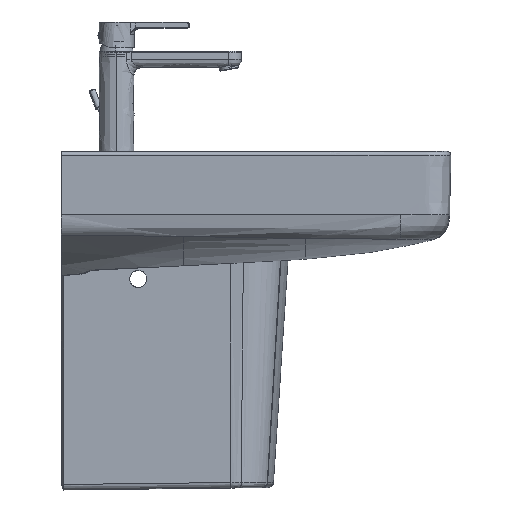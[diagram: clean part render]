
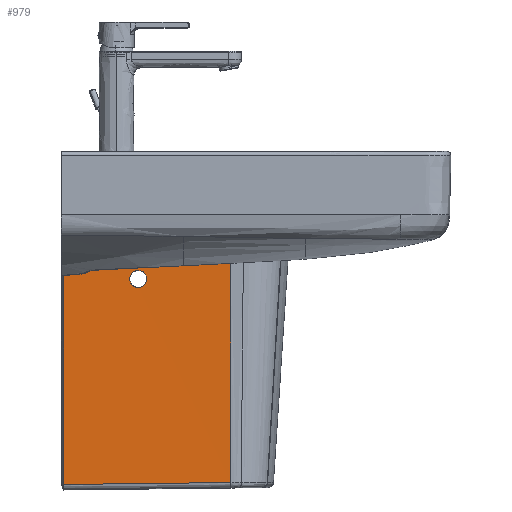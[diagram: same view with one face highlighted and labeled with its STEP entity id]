
A CAD part, left-side view. The second image highlights one B-rep face of the part: STEP entity #979.
In plain terms, the highlighted free-form (B-spline) face has degree [1, 5] with [2, 6] control points.
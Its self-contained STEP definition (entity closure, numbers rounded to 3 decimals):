
#916=FACE_BOUND('',#2546,.T.);
#979=ADVANCED_FACE('',(#1762,#916),#11399,.T.);
#1762=FACE_OUTER_BOUND('',#2545,.T.);
#2545=EDGE_LOOP('',(#3395,#3396,#3397,#3398));
#2546=EDGE_LOOP('',(#3399,#3400));
#3395=ORIENTED_EDGE('',*,*,#7188,.F.);
#3396=ORIENTED_EDGE('',*,*,#7185,.F.);
#3397=ORIENTED_EDGE('',*,*,#7301,.F.);
#3398=ORIENTED_EDGE('',*,*,#7189,.F.);
#3399=ORIENTED_EDGE('',*,*,#7183,.T.);
#3400=ORIENTED_EDGE('',*,*,#7180,.T.);
#7180=EDGE_CURVE('',#10119,#10117,#9079,.T.);
#7183=EDGE_CURVE('',#10117,#10119,#9082,.T.);
#7185=EDGE_CURVE('',#10124,#10123,#9084,.T.);
#7188=EDGE_CURVE('',#10123,#10121,#9087,.T.);
#7189=EDGE_CURVE('',#10121,#10122,#9088,.T.);
#7301=EDGE_CURVE('',#10122,#10124,#9200,.T.);
#9079=B_SPLINE_CURVE_WITH_KNOTS('',3,(#15381,#15382,#15383,#15384,#15385,
#15386,#15387,#15388,#15389,#15390,#15391,#15392,#15393,#15394,#15395,#15396,
#15397,#15398),.UNSPECIFIED.,.F.,.F.,(4,2,2,2,2,2,2,2,4),(-46.659,
-40.828,-34.998,-29.139,-23.284,
-17.466,-11.651,-5.828,0.),.UNSPECIFIED.);
#9082=B_SPLINE_CURVE_WITH_KNOTS('',3,(#15419,#15420,#15421,#15422,#15423,
#15424,#15425,#15426,#15427,#15428,#15429,#15430,#15431,#15432,#15433,#15434,
#15435,#15436),.UNSPECIFIED.,.F.,.F.,(4,2,2,2,2,2,2,2,4),(-46.659,
-40.828,-34.998,-29.139,-23.283,
-17.465,-11.65,-5.828,0.),.UNSPECIFIED.);
#9084=B_SPLINE_CURVE_WITH_KNOTS('',1,(#15455,#15456),.UNSPECIFIED.,.F.,
 .F.,(2,2),(-290.099,-9.259),.UNSPECIFIED.);
#9087=B_SPLINE_CURVE_WITH_KNOTS('',5,(#15468,#15469,#15470,#15471,#15472,
#15473),.UNSPECIFIED.,.F.,.F.,(6,6),(-103.036,103.036),
 .UNSPECIFIED.);
#9088=B_SPLINE_CURVE_WITH_KNOTS('',5,(#15474,#15475,#15476,#15477,#15478,
#15479,#15480,#15481,#15482),.UNSPECIFIED.,.F.,.F.,(6,3,6),(6.856,
144.946,290.099),.UNSPECIFIED.);
#9200=B_SPLINE_CURVE_WITH_KNOTS('',5,(#16346,#16347,#16348,#16349,#16350,
#16351),.UNSPECIFIED.,.F.,.F.,(6,6),(-206.058,0.),.UNSPECIFIED.);
#10117=VERTEX_POINT('',#15295);
#10119=VERTEX_POINT('',#15297);
#10121=VERTEX_POINT('',#15299);
#10122=VERTEX_POINT('',#15300);
#10123=VERTEX_POINT('',#15301);
#10124=VERTEX_POINT('',#15302);
#11399=B_SPLINE_SURFACE_WITH_KNOTS('',1,5,((#12377,#12378,#12379,#12380,
#12381,#12382),(#12383,#12384,#12385,#12386,#12387,#12388)),
 .UNSPECIFIED.,.F.,.F.,.F.,(2,2),(6,6),(0.,290.099),(0.,
209.058),.UNSPECIFIED.);
#12377=CARTESIAN_POINT('',(-75.,31.25,-340.727));
#12378=CARTESIAN_POINT('',(-75.5,73.059,-340.727));
#12379=CARTESIAN_POINT('',(-76.,114.867,-340.727));
#12380=CARTESIAN_POINT('',(-76.5,156.676,-340.727));
#12381=CARTESIAN_POINT('',(-77.,198.484,-340.727));
#12382=CARTESIAN_POINT('',(-77.5,240.293,-340.727));
#12383=CARTESIAN_POINT('',(-82.672,31.158,-50.727));
#12384=CARTESIAN_POINT('',(-83.137,72.967,-50.727));
#12385=CARTESIAN_POINT('',(-83.603,114.776,-50.727));
#12386=CARTESIAN_POINT('',(-84.068,156.585,-50.727));
#12387=CARTESIAN_POINT('',(-84.534,198.394,-50.727));
#12388=CARTESIAN_POINT('',(-84.999,240.203,-50.727));
#15295=CARTESIAN_POINT('',(-83.186,135.998,-75.693));
#15297=CARTESIAN_POINT('',(-83.129,154.427,-85.761));
#15299=CARTESIAN_POINT('',(-77.641,237.291,-333.873));
#15300=CARTESIAN_POINT('',(-84.966,237.203,-50.727));
#15301=CARTESIAN_POINT('',(-75.245,31.247,-331.471));
#15302=CARTESIAN_POINT('',(-82.672,31.158,-50.727));
#15381=CARTESIAN_POINT('',(-83.129,154.427,-85.761));
#15382=CARTESIAN_POINT('',(-83.168,155.073,-84.579));
#15383=CARTESIAN_POINT('',(-83.206,155.488,-83.274));
#15384=CARTESIAN_POINT('',(-83.28,155.798,-80.593));
#15385=CARTESIAN_POINT('',(-83.315,155.693,-79.215));
#15386=CARTESIAN_POINT('',(-83.375,154.952,-76.569));
#15387=CARTESIAN_POINT('',(-83.401,154.318,-75.318));
#15388=CARTESIAN_POINT('',(-83.438,152.605,-73.142));
#15389=CARTESIAN_POINT('',(-83.451,151.525,-72.217));
#15390=CARTESIAN_POINT('',(-83.458,149.052,-70.853));
#15391=CARTESIAN_POINT('',(-83.454,147.689,-70.427));
#15392=CARTESIAN_POINT('',(-83.431,144.899,-70.138));
#15393=CARTESIAN_POINT('',(-83.411,143.493,-70.277));
#15394=CARTESIAN_POINT('',(-83.361,140.846,-71.078));
#15395=CARTESIAN_POINT('',(-83.33,139.621,-71.736));
#15396=CARTESIAN_POINT('',(-83.261,137.52,-73.452));
#15397=CARTESIAN_POINT('',(-83.224,136.644,-74.509));
#15398=CARTESIAN_POINT('',(-83.186,135.998,-75.693));
#15419=CARTESIAN_POINT('',(-83.186,135.998,-75.693));
#15420=CARTESIAN_POINT('',(-83.148,135.352,-76.874));
#15421=CARTESIAN_POINT('',(-83.109,134.937,-78.179));
#15422=CARTESIAN_POINT('',(-83.035,134.627,-80.86));
#15423=CARTESIAN_POINT('',(-83.,134.732,-82.237));
#15424=CARTESIAN_POINT('',(-82.939,135.472,-84.883));
#15425=CARTESIAN_POINT('',(-82.914,136.106,-86.135));
#15426=CARTESIAN_POINT('',(-82.876,137.82,-88.311));
#15427=CARTESIAN_POINT('',(-82.864,138.9,-89.236));
#15428=CARTESIAN_POINT('',(-82.856,141.373,-90.6));
#15429=CARTESIAN_POINT('',(-82.86,142.735,-91.026));
#15430=CARTESIAN_POINT('',(-82.884,145.525,-91.315));
#15431=CARTESIAN_POINT('',(-82.904,146.932,-91.177));
#15432=CARTESIAN_POINT('',(-82.954,149.578,-90.376));
#15433=CARTESIAN_POINT('',(-82.985,150.803,-89.717));
#15434=CARTESIAN_POINT('',(-83.054,152.905,-88.001));
#15435=CARTESIAN_POINT('',(-83.091,153.781,-86.944));
#15436=CARTESIAN_POINT('',(-83.129,154.427,-85.761));
#15455=CARTESIAN_POINT('',(-82.672,31.158,-50.727));
#15456=CARTESIAN_POINT('',(-75.245,31.247,-331.471));
#15468=CARTESIAN_POINT('',(-75.245,31.247,-331.471));
#15469=CARTESIAN_POINT('',(-75.724,72.456,-331.952));
#15470=CARTESIAN_POINT('',(-76.203,113.665,-332.432));
#15471=CARTESIAN_POINT('',(-76.682,154.873,-332.912));
#15472=CARTESIAN_POINT('',(-77.162,196.082,-333.393));
#15473=CARTESIAN_POINT('',(-77.641,237.291,-333.873));
#15474=CARTESIAN_POINT('',(-77.641,237.291,-333.873));
#15475=CARTESIAN_POINT('',(-78.356,237.282,-306.264));
#15476=CARTESIAN_POINT('',(-79.07,237.274,-278.656));
#15477=CARTESIAN_POINT('',(-79.784,237.265,-251.047));
#15478=CARTESIAN_POINT('',(-81.249,237.248,-194.418));
#15479=CARTESIAN_POINT('',(-82.714,237.23,-137.789));
#15480=CARTESIAN_POINT('',(-83.464,237.221,-108.768));
#15481=CARTESIAN_POINT('',(-84.215,237.212,-79.747));
#15482=CARTESIAN_POINT('',(-84.966,237.203,-50.727));
#16346=CARTESIAN_POINT('',(-84.966,237.203,-50.727));
#16347=CARTESIAN_POINT('',(-84.507,195.994,-50.727));
#16348=CARTESIAN_POINT('',(-84.048,154.785,-50.727));
#16349=CARTESIAN_POINT('',(-83.589,113.576,-50.727));
#16350=CARTESIAN_POINT('',(-83.13,72.367,-50.727));
#16351=CARTESIAN_POINT('',(-82.672,31.158,-50.727));
